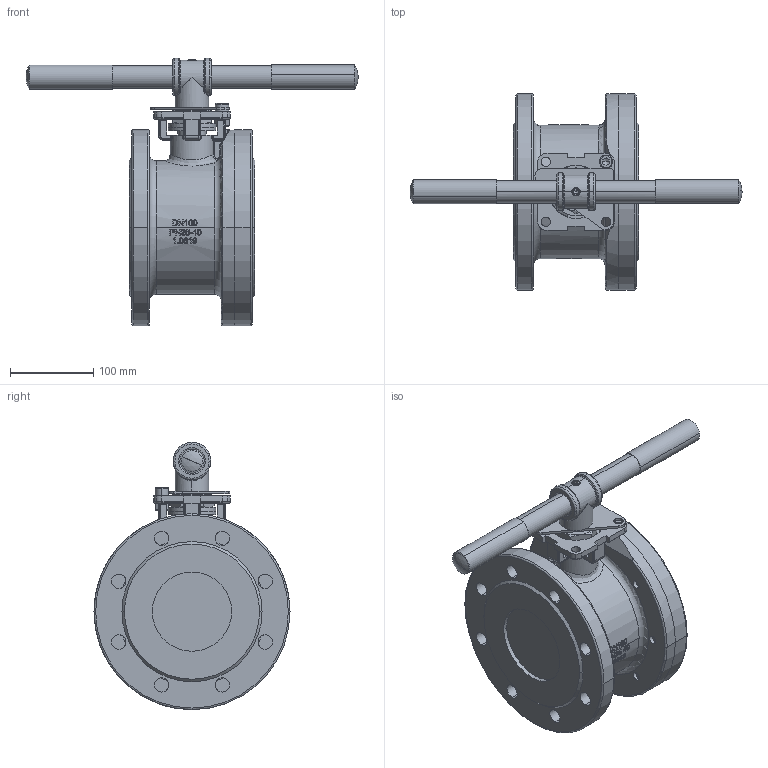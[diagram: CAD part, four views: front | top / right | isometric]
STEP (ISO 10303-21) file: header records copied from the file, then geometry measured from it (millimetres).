
FILE_DESCRIPTION(('HOOPS Exchange Step'),'2;1');
FILE_NAME('FK0301_DN100.stp','2025-07-24T11:58:16+02:00',('nieru'),('Unknown organisation'),'HOOPS Exchange 2024.2','HOOPS Exchange','Unknown authorisation');
FILE_SCHEMA( ('AP203_CONFIGURATION_CONTROLLED_3D_DESIGN_OF_MECHANICAL_PARTS_AND_ASSEMBLIES_MIM_LF') );
Length unit declared in the file: millimetre
Products named in the file (2): 0; root
Assembly tree (1 placements, depth 2):
  root
    0
Bounding box: 397.92 x 235 x 320.46 mm (x, y, z)
Volume: 4404265.6 mm3; surface area: 383030.9 mm2
Topology: 1 solids, 13 shells, 1120 faces, 2984 edges, 1932 vertices
Faces by surface type: cylinder 367, plane 323, bspline 246, torus 90, cone 82, sphere 12
Entity records: 65410 total; most frequent: CARTESIAN_POINT 39679, ORIENTED_EDGE 5920, DIRECTION 4550, EDGE_CURVE 2960, VERTEX_POINT 1932, AXIS2_PLACEMENT_3D 1775, EDGE_LOOP 1256, FACE_BOUND 1256
